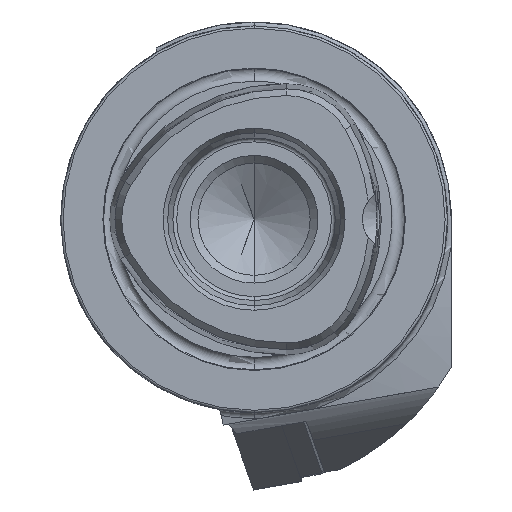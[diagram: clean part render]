
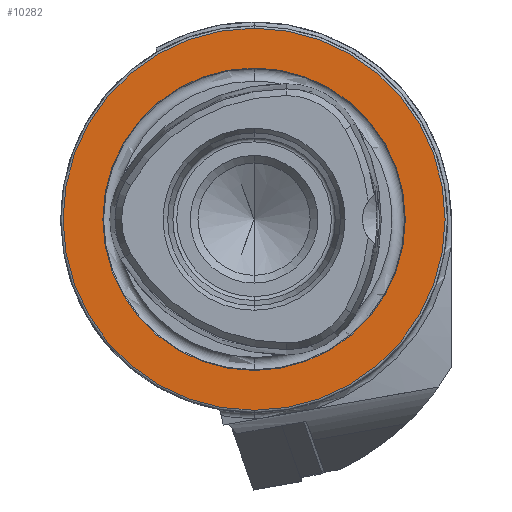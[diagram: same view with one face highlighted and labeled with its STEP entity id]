
A CAD part, left-side view. The second image highlights one B-rep face of the part: STEP entity #10282.
In plain terms, the highlighted planar face has unit normal (-1, 0, 0).
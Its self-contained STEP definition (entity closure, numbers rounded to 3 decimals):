
#231 = CIRCLE ( 'NONE', #6956, 24.7 ) ;
#232 = CIRCLE ( 'NONE', #6957, 19.55 ) ;
#3641 = AXIS2_PLACEMENT_3D ( 'NONE', #8292, #8293, #8294 ) ;
#3644 = AXIS2_PLACEMENT_3D ( 'NONE', #8303, #8304, #8305 ) ;
#3848 = CARTESIAN_POINT ( 'NONE',  ( 0., 19.55, 0. ) ) ;
#3851 = PLANE ( 'NONE',  #4911 ) ;
#3853 = DIRECTION ( 'NONE',  ( 1., 0., 0. ) ) ;
#3854 = DIRECTION ( 'NONE',  ( 0., 0., -1. ) ) ;
#4911 = AXIS2_PLACEMENT_3D ( 'NONE', #3848, #3853, #3854 ) ;
#5457 = FACE_OUTER_BOUND ( 'NONE', #9836, .T. ) ;
#5458 = FACE_BOUND ( 'NONE', #9837, .T. ) ;
#6778 = VERTEX_POINT ( 'NONE', #10750 ) ;
#6780 = VERTEX_POINT ( 'NONE', #10752 ) ;
#6782 = VERTEX_POINT ( 'NONE', #10754 ) ;
#6783 = VERTEX_POINT ( 'NONE', #10755 ) ;
#6918 = EDGE_CURVE ( 'NONE', #6783, #6782, #231, .T. ) ;
#6919 = EDGE_CURVE ( 'NONE', #6780, #6778, #232, .T. ) ;
#6956 = AXIS2_PLACEMENT_3D ( 'NONE', #8910, #8911, #8912 ) ;
#6957 = AXIS2_PLACEMENT_3D ( 'NONE', #8913, #8914, #8915 ) ;
#7363 = CIRCLE ( 'NONE', #3641, 19.55 ) ;
#7375 = CIRCLE ( 'NONE', #3644, 24.7 ) ;
#8292 = CARTESIAN_POINT ( 'NONE',  ( 0., 0., 0. ) ) ;
#8293 = DIRECTION ( 'NONE',  ( -1., 0., 0. ) ) ;
#8294 = DIRECTION ( 'NONE',  ( 0., 0., 1. ) ) ;
#8303 = CARTESIAN_POINT ( 'NONE',  ( 0., 0., 0. ) ) ;
#8304 = DIRECTION ( 'NONE',  ( -1., 0., 0. ) ) ;
#8305 = DIRECTION ( 'NONE',  ( 0., 0., 1. ) ) ;
#8910 = CARTESIAN_POINT ( 'NONE',  ( 0., 0., 0. ) ) ;
#8911 = DIRECTION ( 'NONE',  ( -1., 0., 0. ) ) ;
#8912 = DIRECTION ( 'NONE',  ( 0., 0., 1. ) ) ;
#8913 = CARTESIAN_POINT ( 'NONE',  ( 0., 0., 0. ) ) ;
#8914 = DIRECTION ( 'NONE',  ( -1., 0., 0. ) ) ;
#8915 = DIRECTION ( 'NONE',  ( 0., 0., 1. ) ) ;
#9286 = ORIENTED_EDGE ( 'NONE', *, *, #6919, .F. ) ;
#9287 = ORIENTED_EDGE ( 'NONE', *, *, #9914, .F. ) ;
#9288 = ORIENTED_EDGE ( 'NONE', *, *, #9918, .T. ) ;
#9289 = ORIENTED_EDGE ( 'NONE', *, *, #6918, .T. ) ;
#9836 = EDGE_LOOP ( 'NONE', ( #9288, #9289 ) ) ;
#9837 = EDGE_LOOP ( 'NONE', ( #9286, #9287 ) ) ;
#9914 = EDGE_CURVE ( 'NONE', #6778, #6780, #7363, .T. ) ;
#9918 = EDGE_CURVE ( 'NONE', #6782, #6783, #7375, .T. ) ;
#10282 = ADVANCED_FACE ( 'NONE', ( #5458, #5457 ), #3851, .F. ) ;
#10750 = CARTESIAN_POINT ( 'NONE',  ( 0., 0., -19.55 ) ) ;
#10752 = CARTESIAN_POINT ( 'NONE',  ( 0., 0., 19.55 ) ) ;
#10754 = CARTESIAN_POINT ( 'NONE',  ( 0., 0., 24.7 ) ) ;
#10755 = CARTESIAN_POINT ( 'NONE',  ( 0., 0., -24.7 ) ) ;
